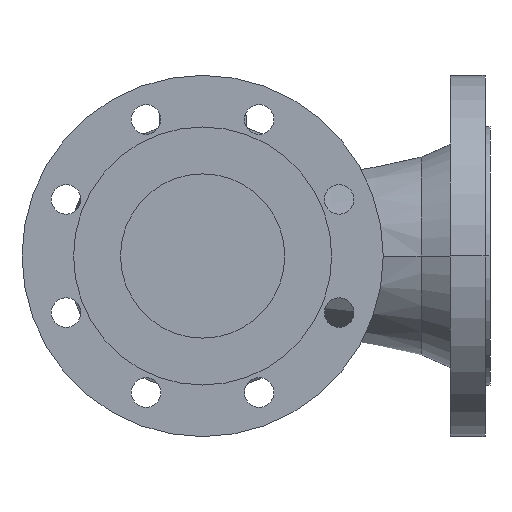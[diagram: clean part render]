
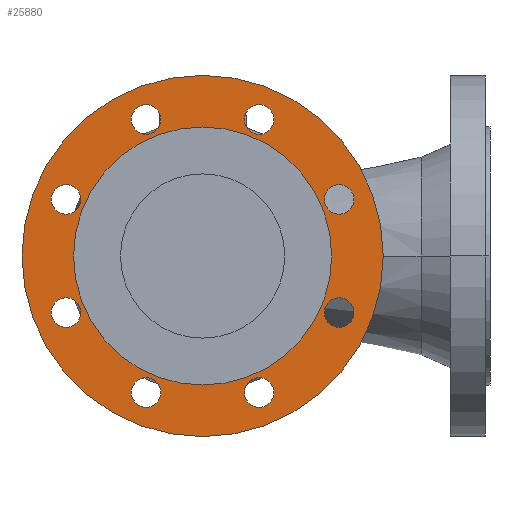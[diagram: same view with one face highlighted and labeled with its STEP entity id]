
A CAD part, front view. The second image highlights one B-rep face of the part: STEP entity #25880.
In plain terms, the highlighted planar face has unit normal (0, -1, 0).
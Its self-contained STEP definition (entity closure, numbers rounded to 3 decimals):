
#2570=CARTESIAN_POINT('',(78.6,3.,0.));
#2580=VERTEX_POINT('',#2570);
#2740=CARTESIAN_POINT('',(-78.6,3.,0.));
#2750=VERTEX_POINT('',#2740);
#2780=CARTESIAN_POINT('',(0.,3.,0.));
#2790=DIRECTION('',(0.,-1.,-0.));
#2800=DIRECTION('',(-1.,0.,0.));
#2810=AXIS2_PLACEMENT_3D('',#2780,#2790,#2800);
#2820=CIRCLE('',#2810,78.6);
#2830=EDGE_CURVE('',#2580,#2750,#2820,.T.);
#2970=CARTESIAN_POINT('',(110.,3.,0.));
#2980=VERTEX_POINT('',#2970);
#3030=CARTESIAN_POINT('',(0.,3.,0.));
#3040=DIRECTION('',(0.,-1.,-0.));
#3050=DIRECTION('',(-1.,0.,0.));
#3060=AXIS2_PLACEMENT_3D('',#3030,#3040,#3050);
#3070=CIRCLE('',#3060,110.);
#3080=CARTESIAN_POINT('',(-110.,3.,0.));
#3090=VERTEX_POINT('',#3080);
#3100=EDGE_CURVE('',#2980,#3090,#3070,.T.);
#10720=CARTESIAN_POINT('',(92.149,3.,-34.442));
#10730=VERTEX_POINT('',#10720);
#10890=CARTESIAN_POINT('',(74.149,3.,-34.442));
#10900=VERTEX_POINT('',#10890);
#10930=CARTESIAN_POINT('',(83.149,3.,-34.442));
#10940=DIRECTION('',(-0.,1.,0.));
#10950=DIRECTION('',(1.,0.,0.));
#10960=AXIS2_PLACEMENT_3D('',#10930,#10940,#10950);
#10970=CIRCLE('',#10960,9.);
#10980=EDGE_CURVE('',#10900,#10730,#10970,.T.);
#11140=CARTESIAN_POINT('',(92.149,3.,34.442));
#11150=VERTEX_POINT('',#11140);
#11180=CARTESIAN_POINT('',(83.149,3.,34.442));
#11190=DIRECTION('',(-0.,1.,0.));
#11200=DIRECTION('',(1.,0.,0.));
#11210=AXIS2_PLACEMENT_3D('',#11180,#11190,#11200);
#11220=CIRCLE('',#11210,9.);
#11230=CARTESIAN_POINT('',(74.149,3.,34.442));
#11240=VERTEX_POINT('',#11230);
#11250=EDGE_CURVE('',#11150,#11240,#11220,.T.);
#11560=CARTESIAN_POINT('',(25.442,3.,83.149));
#11570=VERTEX_POINT('',#11560);
#11730=CARTESIAN_POINT('',(43.442,3.,83.149));
#11740=VERTEX_POINT('',#11730);
#11770=CARTESIAN_POINT('',(34.442,3.,83.149));
#11780=DIRECTION('',(-0.,1.,0.));
#11790=DIRECTION('',(1.,0.,0.));
#11800=AXIS2_PLACEMENT_3D('',#11770,#11780,#11790);
#11810=CIRCLE('',#11800,9.);
#11820=EDGE_CURVE('',#11740,#11570,#11810,.T.);
#11980=CARTESIAN_POINT('',(-25.442,3.,83.149));
#11990=VERTEX_POINT('',#11980);
#12150=CARTESIAN_POINT('',(-43.442,3.,83.149));
#12160=VERTEX_POINT('',#12150);
#12190=CARTESIAN_POINT('',(-34.442,3.,83.149));
#12200=DIRECTION('',(-0.,1.,0.));
#12210=DIRECTION('',(1.,0.,0.));
#12220=AXIS2_PLACEMENT_3D('',#12190,#12200,#12210);
#12230=CIRCLE('',#12220,9.);
#12240=EDGE_CURVE('',#12160,#11990,#12230,.T.);
#12400=CARTESIAN_POINT('',(-74.149,3.,34.442));
#12410=VERTEX_POINT('',#12400);
#12440=CARTESIAN_POINT('',(-83.149,3.,34.442));
#12450=DIRECTION('',(-0.,1.,0.));
#12460=DIRECTION('',(1.,0.,0.));
#12470=AXIS2_PLACEMENT_3D('',#12440,#12450,#12460);
#12480=CIRCLE('',#12470,9.);
#12490=CARTESIAN_POINT('',(-92.149,3.,34.442));
#12500=VERTEX_POINT('',#12490);
#12510=EDGE_CURVE('',#12410,#12500,#12480,.T.);
#12820=CARTESIAN_POINT('',(-74.149,3.,-34.442));
#12830=VERTEX_POINT('',#12820);
#12990=CARTESIAN_POINT('',(-92.149,3.,-34.442));
#13000=VERTEX_POINT('',#12990);
#13030=CARTESIAN_POINT('',(-83.149,3.,-34.442));
#13040=DIRECTION('',(-0.,1.,0.));
#13050=DIRECTION('',(1.,0.,0.));
#13060=AXIS2_PLACEMENT_3D('',#13030,#13040,#13050);
#13070=CIRCLE('',#13060,9.);
#13080=EDGE_CURVE('',#13000,#12830,#13070,.T.);
#13240=CARTESIAN_POINT('',(-43.442,3.,-83.149));
#13250=VERTEX_POINT('',#13240);
#13280=CARTESIAN_POINT('',(-34.442,3.,-83.149));
#13290=DIRECTION('',(-0.,1.,0.));
#13300=DIRECTION('',(1.,0.,0.));
#13310=AXIS2_PLACEMENT_3D('',#13280,#13290,#13300);
#13320=CIRCLE('',#13310,9.);
#13330=CARTESIAN_POINT('',(-25.442,3.,-83.149));
#13340=VERTEX_POINT('',#13330);
#13350=EDGE_CURVE('',#13250,#13340,#13320,.T.);
#13660=CARTESIAN_POINT('',(43.442,3.,-83.149));
#13670=VERTEX_POINT('',#13660);
#13700=CARTESIAN_POINT('',(34.442,3.,-83.149));
#13710=DIRECTION('',(-0.,1.,0.));
#13720=DIRECTION('',(1.,0.,0.));
#13730=AXIS2_PLACEMENT_3D('',#13700,#13710,#13720);
#13740=CIRCLE('',#13730,9.);
#13750=CARTESIAN_POINT('',(25.442,3.,-83.149));
#13760=VERTEX_POINT('',#13750);
#13770=EDGE_CURVE('',#13670,#13760,#13740,.T.);
#25330=CARTESIAN_POINT('',(-94.3,3.,0.));
#25340=DIRECTION('',(0.,-1.,-0.));
#25350=DIRECTION('',(-1.,0.,0.));
#25360=AXIS2_PLACEMENT_3D('',#25330,#25340,#25350);
#25370=PLANE('',#25360);
#25380=EDGE_CURVE('',#13760,#13670,#13740,.T.);
#25390=ORIENTED_EDGE('',*,*,#25380,.T.);
#25400=ORIENTED_EDGE('',*,*,#13770,.T.);
#25410=EDGE_LOOP('',(#25400,#25390));
#25420=FACE_BOUND('',#25410,.T.);
#25430=EDGE_CURVE('',#13340,#13250,#13320,.T.);
#25440=ORIENTED_EDGE('',*,*,#25430,.T.);
#25450=ORIENTED_EDGE('',*,*,#13350,.T.);
#25460=EDGE_LOOP('',(#25450,#25440));
#25470=FACE_BOUND('',#25460,.T.);
#25480=EDGE_CURVE('',#12830,#13000,#13070,.T.);
#25490=ORIENTED_EDGE('',*,*,#25480,.T.);
#25500=ORIENTED_EDGE('',*,*,#13080,.T.);
#25510=EDGE_LOOP('',(#25500,#25490));
#25520=FACE_BOUND('',#25510,.T.);
#25530=EDGE_CURVE('',#12500,#12410,#12480,.T.);
#25540=ORIENTED_EDGE('',*,*,#25530,.T.);
#25550=ORIENTED_EDGE('',*,*,#12510,.T.);
#25560=EDGE_LOOP('',(#25550,#25540));
#25570=FACE_BOUND('',#25560,.T.);
#25580=EDGE_CURVE('',#11990,#12160,#12230,.T.);
#25590=ORIENTED_EDGE('',*,*,#25580,.T.);
#25600=ORIENTED_EDGE('',*,*,#12240,.T.);
#25610=EDGE_LOOP('',(#25600,#25590));
#25620=FACE_BOUND('',#25610,.T.);
#25630=EDGE_CURVE('',#11570,#11740,#11810,.T.);
#25640=ORIENTED_EDGE('',*,*,#25630,.T.);
#25650=ORIENTED_EDGE('',*,*,#11820,.T.);
#25660=EDGE_LOOP('',(#25650,#25640));
#25670=FACE_BOUND('',#25660,.T.);
#25680=ORIENTED_EDGE('',*,*,#11250,.T.);
#25690=EDGE_CURVE('',#11240,#11150,#11220,.T.);
#25700=ORIENTED_EDGE('',*,*,#25690,.T.);
#25710=EDGE_LOOP('',(#25700,#25680));
#25720=FACE_BOUND('',#25710,.T.);
#25730=EDGE_CURVE('',#10730,#10900,#10970,.T.);
#25740=ORIENTED_EDGE('',*,*,#25730,.T.);
#25750=ORIENTED_EDGE('',*,*,#10980,.T.);
#25760=EDGE_LOOP('',(#25750,#25740));
#25770=FACE_BOUND('',#25760,.T.);
#25780=EDGE_CURVE('',#2750,#2580,#2820,.T.);
#25790=ORIENTED_EDGE('',*,*,#25780,.F.);
#25800=ORIENTED_EDGE('',*,*,#2830,.F.);
#25810=EDGE_LOOP('',(#25800,#25790));
#25820=FACE_BOUND('',#25810,.T.);
#25830=EDGE_CURVE('',#3090,#2980,#3070,.T.);
#25840=ORIENTED_EDGE('',*,*,#25830,.T.);
#25850=ORIENTED_EDGE('',*,*,#3100,.T.);
#25860=EDGE_LOOP('',(#25850,#25840));
#25870=FACE_OUTER_BOUND('',#25860,.T.);
#25880=ADVANCED_FACE('',(#25420,#25470,#25520,#25570,#25620,#25670,
#25720,#25770,#25820,#25870),#25370,.T.);
